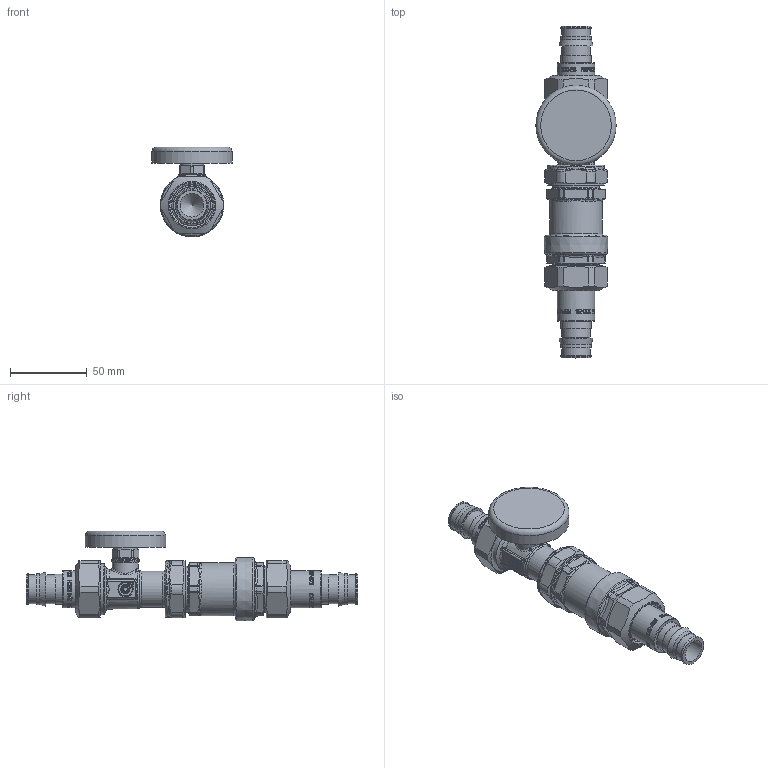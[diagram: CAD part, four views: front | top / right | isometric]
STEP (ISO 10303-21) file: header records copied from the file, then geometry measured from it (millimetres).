
FILE_DESCRIPTION(/* description */ (''),/* implementation_level */ '2;1');
FILE_NAME(/* name */ '127153AFC_Simplify_1.stp',/* time_stamp */ '2025-07-24T15:05:39-05:00',/* author */ ('ischreiner'),/* organization */ (''),/* preprocessor_version */ 'ST-DEVELOPER v20',/* originating_system */ 'Autodesk Inventor 2025',/* authorisation */ '');
FILE_SCHEMA (('AUTOMOTIVE_DESIGN { 1 0 10303 214 3 1 1 }'));
Length unit declared in the file: inch
Products named in the file (1): 127153AFC_Simplify_1
Bounding box: 52.32 x 216.29 x 58.6 mm (x, y, z)
Volume: 116513.2 mm3; surface area: 55816.7 mm2
Topology: 6 solids, 6 shells, 1718 faces, 4405 edges, 2755 vertices
Faces by surface type: bspline 596, plane 595, cylinder 298, torus 97, cone 94, sphere 38
Full cylindrical faces by diameter (mm): 15.24 x1, 15.367 x2, 15.875 x1, 17 x1, 18 x1, 18.745 x4, 19.609 x2, 19.99 x1, 20.091 x4, 20.701 x1, 21 x2, 21.996 x1, 23.5 x1, 24 x1, 24.1 x2, 24.384 x2, 25 x2, 26.924 x2, 27.686 x2, 28.3 x2, 28.5 x1, 28.6 x1, 29.515 x1, 29.6 x1, 29.972 x1, 30 x4, 30.2 x1, 30.302 x2, 30.4 x1, 30.5 x1
Entity records: 74204 total; most frequent: CARTESIAN_POINT 34278, ORIENTED_EDGE 8700, DIRECTION 6674, EDGE_CURVE 4350, VERTEX_POINT 2755, AXIS2_PLACEMENT_3D 2454, EDGE_LOOP 1843, LINE 1766
